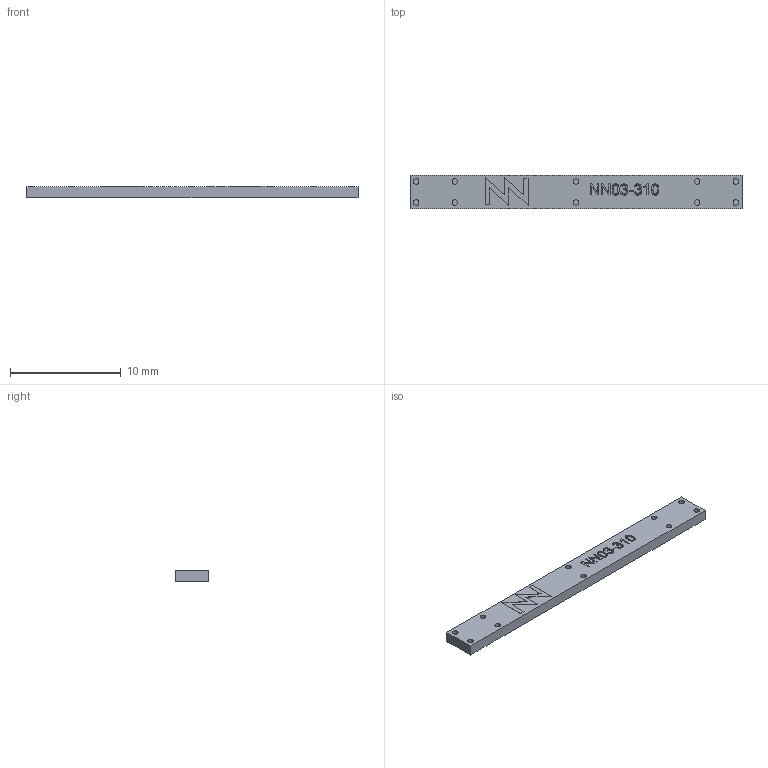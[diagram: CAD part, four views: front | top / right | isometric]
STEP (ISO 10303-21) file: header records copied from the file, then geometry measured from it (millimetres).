
FILE_DESCRIPTION(/* description */ (''),/* implementation_level */ '2;1');
FILE_NAME(/* name */ 'NN03-310.stp',/* time_stamp */ '2020-01-17T17:50:51+01:00',/* author */ ('matlab'),/* organization */ (''),/* preprocessor_version */ 'ST-DEVELOPER v16.1',/* originating_system */ 'Autodesk Inventor LT ',/* authorisation */ '');
FILE_SCHEMA (('AUTOMOTIVE_DESIGN { 1 0 10303 214 3 1 1 }'));
Length unit declared in the file: millimetre
Products named in the file (1): NN03-310
Bounding box: 30 x 3 x 1.01 mm (x, y, z)
Volume: 88.1 mm3; surface area: 262.3 mm2
Topology: 1 solids, 1 shells, 158 faces, 405 edges, 270 vertices
Faces by surface type: plane 98, bspline 50, cylinder 10
Full cylindrical faces by diameter (mm): 0.5 x10
Entity records: 5042 total; most frequent: CARTESIAN_POINT 1466, ORIENTED_EDGE 790, DIRECTION 533, EDGE_CURVE 395, LINE 275, VECTOR 275, VERTEX_POINT 270, EDGE_LOOP 189
